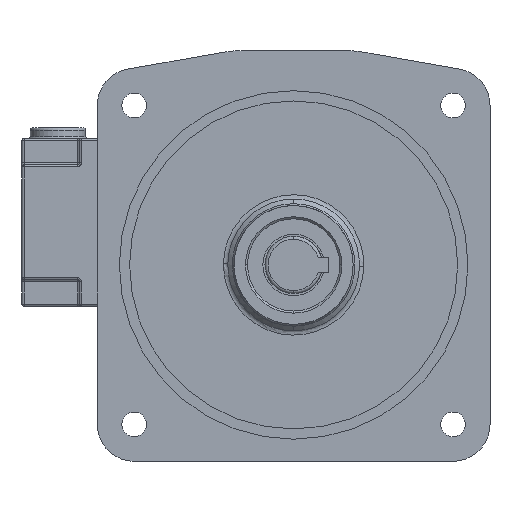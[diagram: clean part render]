
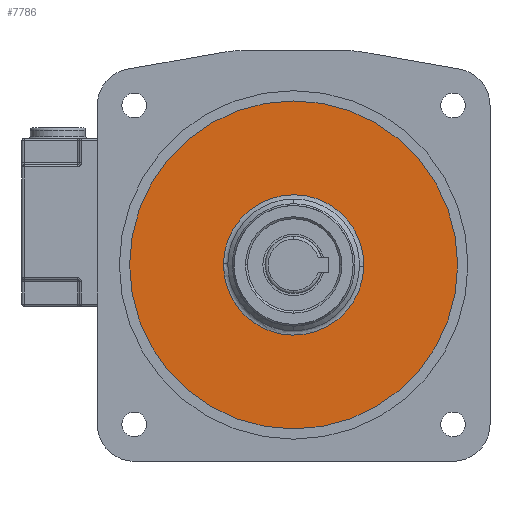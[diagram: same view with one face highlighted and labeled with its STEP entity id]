
A CAD part, front view. The second image highlights one B-rep face of the part: STEP entity #7786.
In plain terms, the highlighted planar face has unit normal (0, -1, 0).
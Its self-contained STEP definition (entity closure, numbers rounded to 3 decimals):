
#319 = VERTEX_POINT ( 'NONE', #1014 ) ;
#1014 = CARTESIAN_POINT ( 'NONE',  ( -34.235, 0., -20.08 ) ) ;
#1492 = VERTEX_POINT ( 'NONE', #9315 ) ;
#1541 = DIRECTION ( 'NONE',  ( -1., 0., 0. ) ) ;
#1652 = DIRECTION ( 'NONE',  ( -1., 0., 0. ) ) ;
#1931 = ORIENTED_EDGE ( 'NONE', *, *, #7967, .T. ) ;
#2603 = EDGE_CURVE ( 'NONE', #16678, #3005, #17388, .T. ) ;
#3003 = DIRECTION ( 'NONE',  ( 0., 1., 0. ) ) ;
#3005 = VERTEX_POINT ( 'NONE', #8279 ) ;
#3042 = CARTESIAN_POINT ( 'NONE',  ( -34.242, 0., -20.794 ) ) ;
#5489 = PLANE ( 'NONE',  #18522 ) ;
#5818 = AXIS2_PLACEMENT_3D ( 'NONE', #31471, #21704, #1652 ) ;
#5961 = FACE_BOUND ( 'NONE', #21066, .T. ) ;
#6707 = ORIENTED_EDGE ( 'NONE', *, *, #27327, .F. ) ;
#6819 = EDGE_CURVE ( 'NONE', #1492, #21532, #22095, .T. ) ;
#7360 = CARTESIAN_POINT ( 'NONE',  ( 0., 0., -20.8 ) ) ;
#7544 = DIRECTION ( 'NONE',  ( 0., 1., 0. ) ) ;
#7786 = ADVANCED_FACE ( 'NONE', ( #18374, #5961 ), #5489, .F. ) ;
#7967 = EDGE_CURVE ( 'NONE', #14166, #319, #23839, .T. ) ;
#8279 = CARTESIAN_POINT ( 'NONE',  ( 34.235, 0., -21.522 ) ) ;
#8645 = ORIENTED_EDGE ( 'NONE', *, *, #6819, .F. ) ;
#8758 = EDGE_CURVE ( 'NONE', #14166, #3005, #9587, .T. ) ;
#9315 = CARTESIAN_POINT ( 'NONE',  ( 0., 0., 59.2 ) ) ;
#9374 = DIRECTION ( 'NONE',  ( 0., -1., 0. ) ) ;
#9587 = CIRCLE ( 'NONE', #14874, 34.242 ) ;
#11101 = DIRECTION ( 'NONE',  ( 1., 0., 0. ) ) ;
#11458 = DIRECTION ( 'NONE',  ( 0., 1., 0. ) ) ;
#11634 = DIRECTION ( 'NONE',  ( 0., -1., 0. ) ) ;
#11850 = CARTESIAN_POINT ( 'NONE',  ( 0., 0., -20.8 ) ) ;
#12047 = ORIENTED_EDGE ( 'NONE', *, *, #8758, .F. ) ;
#12374 = DIRECTION ( 'NONE',  ( 0., 0., 1. ) ) ;
#12432 = EDGE_CURVE ( 'NONE', #21532, #1492, #23003, .T. ) ;
#14166 = VERTEX_POINT ( 'NONE', #3042 ) ;
#14874 = AXIS2_PLACEMENT_3D ( 'NONE', #31844, #11634, #1541 ) ;
#15327 = EDGE_LOOP ( 'NONE', ( #28902, #8645 ) ) ;
#15733 = CARTESIAN_POINT ( 'NONE',  ( 0., 0., 0. ) ) ;
#16678 = VERTEX_POINT ( 'NONE', #21122 ) ;
#17057 = CIRCLE ( 'NONE', #29245, 34.242 ) ;
#17388 = CIRCLE ( 'NONE', #18981, 34.243 ) ;
#17452 = DIRECTION ( 'NONE',  ( 0., 1., 0. ) ) ;
#18374 = FACE_OUTER_BOUND ( 'NONE', #15327, .T. ) ;
#18406 = CARTESIAN_POINT ( 'NONE',  ( 0., 0., -100.8 ) ) ;
#18522 = AXIS2_PLACEMENT_3D ( 'NONE', #15733, #3003, #25851 ) ;
#18981 = AXIS2_PLACEMENT_3D ( 'NONE', #20246, #11458, #11101 ) ;
#20246 = CARTESIAN_POINT ( 'NONE',  ( 0., 0., -20.8 ) ) ;
#20430 = ORIENTED_EDGE ( 'NONE', *, *, #2603, .T. ) ;
#21066 = EDGE_LOOP ( 'NONE', ( #20430, #12047, #1931, #6707 ) ) ;
#21122 = CARTESIAN_POINT ( 'NONE',  ( 34.242, 0., -20.806 ) ) ;
#21532 = VERTEX_POINT ( 'NONE', #18406 ) ;
#21704 = DIRECTION ( 'NONE',  ( 0., 1., 0. ) ) ;
#22095 = CIRCLE ( 'NONE', #30011, 80. ) ;
#23003 = CIRCLE ( 'NONE', #27202, 80. ) ;
#23839 = CIRCLE ( 'NONE', #5818, 34.243 ) ;
#25851 = DIRECTION ( 'NONE',  ( 1., 0., 0. ) ) ;
#26610 = DIRECTION ( 'NONE',  ( 1., 0., 0. ) ) ;
#27202 = AXIS2_PLACEMENT_3D ( 'NONE', #7360, #17452, #27569 ) ;
#27327 = EDGE_CURVE ( 'NONE', #16678, #319, #17057, .T. ) ;
#27569 = DIRECTION ( 'NONE',  ( 0., 0., -1. ) ) ;
#28081 = CARTESIAN_POINT ( 'NONE',  ( 0., 0., -20.8 ) ) ;
#28902 = ORIENTED_EDGE ( 'NONE', *, *, #12432, .F. ) ;
#29245 = AXIS2_PLACEMENT_3D ( 'NONE', #11850, #9374, #26610 ) ;
#30011 = AXIS2_PLACEMENT_3D ( 'NONE', #28081, #7544, #12374 ) ;
#31471 = CARTESIAN_POINT ( 'NONE',  ( 0., 0., -20.8 ) ) ;
#31844 = CARTESIAN_POINT ( 'NONE',  ( 0., 0., -20.8 ) ) ;
